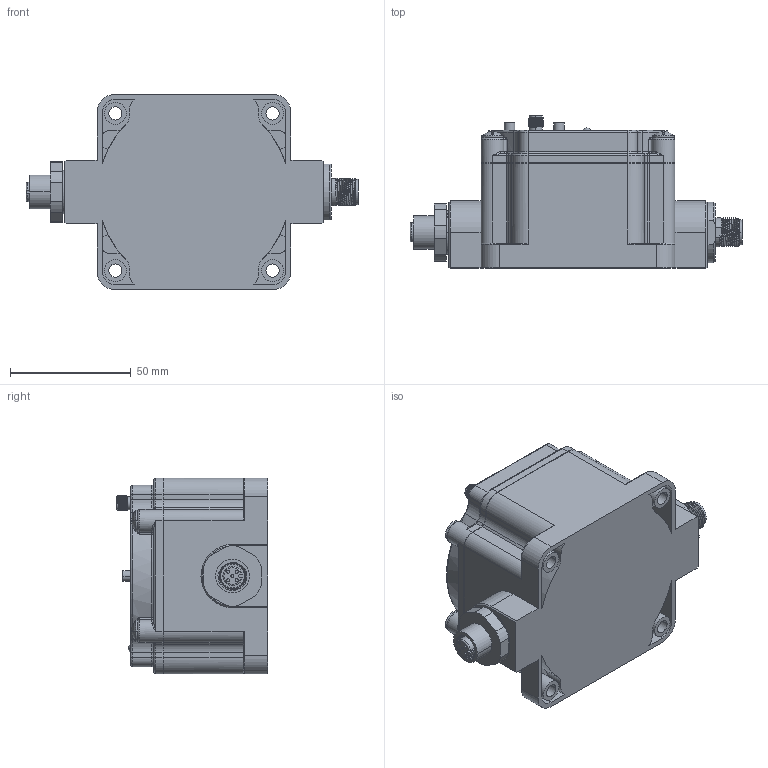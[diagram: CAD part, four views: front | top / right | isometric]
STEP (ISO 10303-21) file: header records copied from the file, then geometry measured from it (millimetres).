
FILE_DESCRIPTION((''),'2;1');
FILE_NAME('195217_ASM','2016-06-16T',('PDMAdmin'),(''),'PRO/ENGINEER BY PARAMETRIC TECHNOLOGY CORPORATION, 2016010','PRO/ENGINEER BY PARAMETRIC TECHNOLOGY CORPORATION, 2016010','');
FILE_SCHEMA(('CONFIG_CONTROL_DESIGN'));
Products named in the file (25): 129894; 29320; 107054; 41089_NO_ORING; 125209_ASM; 123917_ASM; 120895; 121056; 121057; 120895_ASM; 161499; 122646_ASM; 120801; 131071; 122677; 145997_HSG; 306-00249; 145998_ASM; 183809_ASM; 125581; 125581_TEFLON; 125581_PIN; 125581_ASM; 189376_ASM; 195217_ASM
Assembly tree (33 placements, depth 5):
  195217_ASM
    189376_ASM
      123917_ASM
        129894
        29320
        107054
        125209_ASM
          41089_NO_ORING
      122646_ASM
        120895_ASM
          120895
          121056  x2
          121057
        161499  x2
      120801
      131071  x4
      122677
      183809_ASM
        145998_ASM
          145997_HSG
          306-00249  x5
      125581_ASM
        125581
        125581_TEFLON
        125581_PIN
Bounding box: 137.21 x 62.79 x 80.85 mm (x, y, z)
Volume: 103448.2 mm3; surface area: 93206.5 mm2
Topology: 25 solids, 29 shells, 1833 faces, 4534 edges, 2848 vertices
Faces by surface type: cylinder 674, plane 640, torus 213, bspline 181, cone 87, sphere 34, revolution 4
Entity records: 69488 total; most frequent: CARTESIAN_POINT 32420, DIRECTION 7784, ORIENTED_EDGE 7628, EDGE_CURVE 3822, AXIS2_PLACEMENT_3D 3083, VERTEX_POINT 2420, EDGE_LOOP 1696, VECTOR 1616
